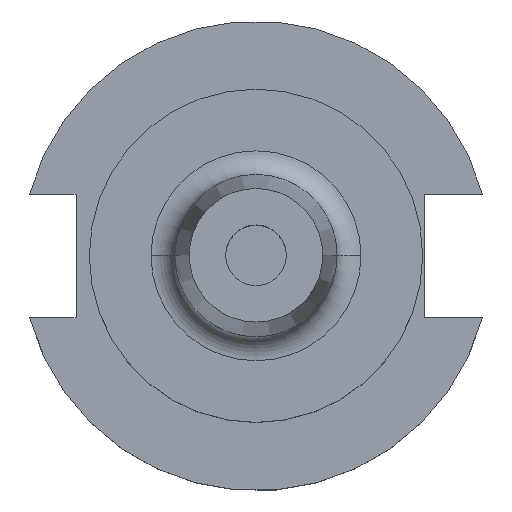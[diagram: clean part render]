
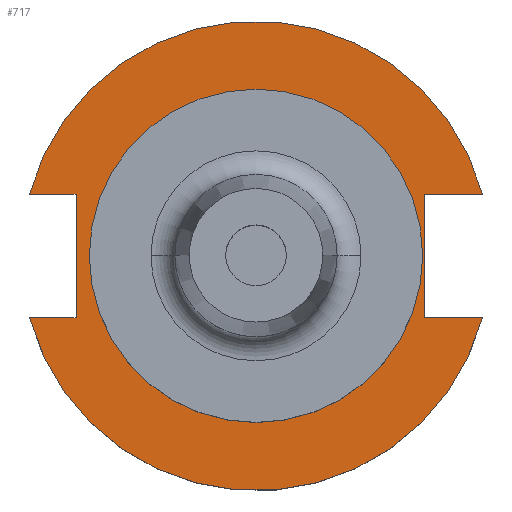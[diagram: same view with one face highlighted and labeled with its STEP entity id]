
A CAD part, top view. The second image highlights one B-rep face of the part: STEP entity #717.
In plain terms, the highlighted planar face has unit normal (0, 0, 1).
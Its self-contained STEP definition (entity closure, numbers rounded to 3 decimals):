
#1 = DIRECTION ( 'NONE',  ( 1., 0., 0. ) ) ;
#24 = AXIS2_PLACEMENT_3D ( 'NONE', #893, #76, #1029 ) ;
#50 = VERTEX_POINT ( 'NONE', #1232 ) ;
#70 = DIRECTION ( 'NONE',  ( 0., 0., 1. ) ) ;
#76 = DIRECTION ( 'NONE',  ( 0., 0., 1. ) ) ;
#78 = CARTESIAN_POINT ( 'NONE',  ( 0., 49.212, 19.05 ) ) ;
#107 = EDGE_LOOP ( 'NONE', ( #339, #1371, #298, #1690, #1331, #609, #264, #1653 ) ) ;
#134 = EDGE_CURVE ( 'NONE', #50, #359, #1682, .T. ) ;
#145 = CARTESIAN_POINT ( 'NONE',  ( 0., 0., 19.05 ) ) ;
#202 = VERTEX_POINT ( 'NONE', #286 ) ;
#252 = VERTEX_POINT ( 'NONE', #1098 ) ;
#264 = ORIENTED_EDGE ( 'NONE', *, *, #364, .F. ) ;
#267 = DIRECTION ( 'NONE',  ( 1., 0., 0. ) ) ;
#280 = VECTOR ( 'NONE', #304, 1000. ) ;
#285 = EDGE_CURVE ( 'NONE', #1209, #1191, #966, .T. ) ;
#286 = CARTESIAN_POINT ( 'NONE',  ( 35.306, 12.954, 19.05 ) ) ;
#298 = ORIENTED_EDGE ( 'NONE', *, *, #772, .F. ) ;
#302 = LINE ( 'NONE', #1720, #611 ) ;
#304 = DIRECTION ( 'NONE',  ( 1., 0., 0. ) ) ;
#324 = DIRECTION ( 'NONE',  ( 0., 1., 0. ) ) ;
#337 = DIRECTION ( 'NONE',  ( 0., -1., 0. ) ) ;
#339 = ORIENTED_EDGE ( 'NONE', *, *, #381, .T. ) ;
#359 = VERTEX_POINT ( 'NONE', #1001 ) ;
#364 = EDGE_CURVE ( 'NONE', #252, #1625, #568, .T. ) ;
#381 = EDGE_CURVE ( 'NONE', #452, #359, #1650, .T. ) ;
#428 = FACE_BOUND ( 'NONE', #840, .T. ) ;
#452 = VERTEX_POINT ( 'NONE', #1654 ) ;
#457 = DIRECTION ( 'NONE',  ( 0., 0., 1. ) ) ;
#494 = CARTESIAN_POINT ( 'NONE',  ( -34.925, 0., 19.05 ) ) ;
#503 = VERTEX_POINT ( 'NONE', #1648 ) ;
#568 = LINE ( 'NONE', #1263, #883 ) ;
#598 = VECTOR ( 'NONE', #657, 1000. ) ;
#609 = ORIENTED_EDGE ( 'NONE', *, *, #919, .F. ) ;
#611 = VECTOR ( 'NONE', #337, 1000. ) ;
#637 = PLANE ( 'NONE',  #1642 ) ;
#657 = DIRECTION ( 'NONE',  ( 1., 0., 0. ) ) ;
#705 = ORIENTED_EDGE ( 'NONE', *, *, #1405, .F. ) ;
#717 = ADVANCED_FACE ( 'NONE', ( #428, #1499 ), #637, .T. ) ;
#721 = CARTESIAN_POINT ( 'NONE',  ( 35.306, -12.954, 19.05 ) ) ;
#729 = LINE ( 'NONE', #1091, #280 ) ;
#734 = DIRECTION ( 'NONE',  ( 0., 0., 1. ) ) ;
#761 = CARTESIAN_POINT ( 'NONE',  ( -47.477, 12.954, 19.05 ) ) ;
#762 = CARTESIAN_POINT ( 'NONE',  ( 35.306, 12.954, 19.05 ) ) ;
#764 = DIRECTION ( 'NONE',  ( 1., 0., 0. ) ) ;
#769 = DIRECTION ( 'NONE',  ( -1., 0., 0. ) ) ;
#772 = EDGE_CURVE ( 'NONE', #202, #50, #302, .T. ) ;
#813 = LINE ( 'NONE', #1646, #1122 ) ;
#840 = EDGE_LOOP ( 'NONE', ( #1413, #705 ) ) ;
#883 = VECTOR ( 'NONE', #324, 1000. ) ;
#886 = VECTOR ( 'NONE', #769, 1000. ) ;
#893 = CARTESIAN_POINT ( 'NONE',  ( 0., 0., 19.05 ) ) ;
#919 = EDGE_CURVE ( 'NONE', #1625, #1191, #813, .T. ) ;
#920 = CARTESIAN_POINT ( 'NONE',  ( 47.477, 12.954, 19.05 ) ) ;
#930 = LINE ( 'NONE', #762, #886 ) ;
#954 = DIRECTION ( 'NONE',  ( 0., 0., 1. ) ) ;
#966 = CIRCLE ( 'NONE', #1274, 49.212 ) ;
#974 = AXIS2_PLACEMENT_3D ( 'NONE', #1408, #734, #267 ) ;
#976 = CIRCLE ( 'NONE', #24, 34.925 ) ;
#1001 = CARTESIAN_POINT ( 'NONE',  ( 47.477, -12.954, 19.05 ) ) ;
#1029 = DIRECTION ( 'NONE',  ( 1., 0., 0. ) ) ;
#1087 = EDGE_CURVE ( 'NONE', #452, #252, #729, .T. ) ;
#1091 = CARTESIAN_POINT ( 'NONE',  ( -63.719, -12.954, 19.05 ) ) ;
#1094 = AXIS2_PLACEMENT_3D ( 'NONE', #1393, #457, #1255 ) ;
#1098 = CARTESIAN_POINT ( 'NONE',  ( -37.719, -12.954, 19.05 ) ) ;
#1122 = VECTOR ( 'NONE', #1366, 1000. ) ;
#1191 = VERTEX_POINT ( 'NONE', #761 ) ;
#1209 = VERTEX_POINT ( 'NONE', #920 ) ;
#1232 = CARTESIAN_POINT ( 'NONE',  ( 35.306, -12.954, 19.05 ) ) ;
#1255 = DIRECTION ( 'NONE',  ( 1., 0., 0. ) ) ;
#1263 = CARTESIAN_POINT ( 'NONE',  ( -37.719, 12.954, 19.05 ) ) ;
#1274 = AXIS2_PLACEMENT_3D ( 'NONE', #145, #954, #1 ) ;
#1301 = EDGE_CURVE ( 'NONE', #503, #1610, #1457, .T. ) ;
#1331 = ORIENTED_EDGE ( 'NONE', *, *, #285, .T. ) ;
#1366 = DIRECTION ( 'NONE',  ( -1., 0., 0. ) ) ;
#1371 = ORIENTED_EDGE ( 'NONE', *, *, #134, .F. ) ;
#1393 = CARTESIAN_POINT ( 'NONE',  ( 0., 0., 19.05 ) ) ;
#1405 = EDGE_CURVE ( 'NONE', #1610, #503, #976, .T. ) ;
#1408 = CARTESIAN_POINT ( 'NONE',  ( 0., 0., 19.05 ) ) ;
#1413 = ORIENTED_EDGE ( 'NONE', *, *, #1301, .F. ) ;
#1429 = CARTESIAN_POINT ( 'NONE',  ( -37.719, 12.954, 19.05 ) ) ;
#1457 = CIRCLE ( 'NONE', #974, 34.925 ) ;
#1497 = EDGE_CURVE ( 'NONE', #1209, #202, #930, .T. ) ;
#1499 = FACE_OUTER_BOUND ( 'NONE', #107, .T. ) ;
#1610 = VERTEX_POINT ( 'NONE', #494 ) ;
#1625 = VERTEX_POINT ( 'NONE', #1429 ) ;
#1642 = AXIS2_PLACEMENT_3D ( 'NONE', #78, #70, #764 ) ;
#1646 = CARTESIAN_POINT ( 'NONE',  ( -63.719, 12.954, 19.05 ) ) ;
#1648 = CARTESIAN_POINT ( 'NONE',  ( 34.925, 0., 19.05 ) ) ;
#1650 = CIRCLE ( 'NONE', #1094, 49.212 ) ;
#1653 = ORIENTED_EDGE ( 'NONE', *, *, #1087, .F. ) ;
#1654 = CARTESIAN_POINT ( 'NONE',  ( -47.477, -12.954, 19.05 ) ) ;
#1682 = LINE ( 'NONE', #721, #598 ) ;
#1690 = ORIENTED_EDGE ( 'NONE', *, *, #1497, .F. ) ;
#1720 = CARTESIAN_POINT ( 'NONE',  ( 35.306, 12.954, 19.05 ) ) ;
